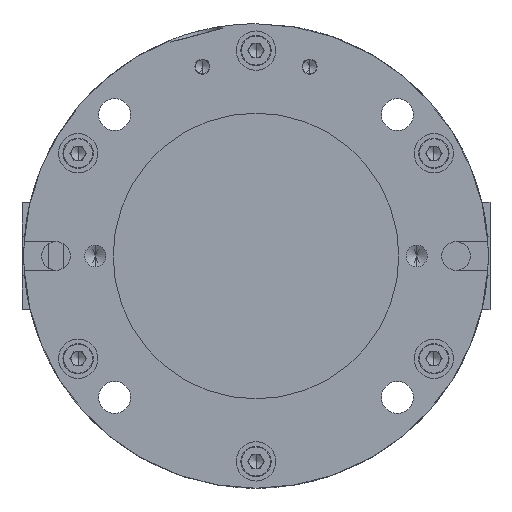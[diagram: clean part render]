
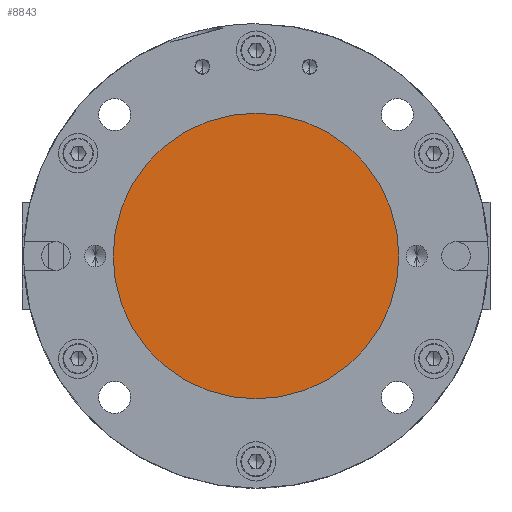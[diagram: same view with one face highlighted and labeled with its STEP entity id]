
A CAD part, front view. The second image highlights one B-rep face of the part: STEP entity #8843.
In plain terms, the highlighted planar face has unit normal (0, -1, 0).
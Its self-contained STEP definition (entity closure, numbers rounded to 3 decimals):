
#6517 = AXIS2_PLACEMENT_3D ( 'NONE', #17305, #17312, #17313 ) ;
#6978 = CIRCLE ( 'NONE', #6517, 40. ) ;
#7921 = VERTEX_POINT ( 'NONE', #10338 ) ;
#7962 = VERTEX_POINT ( 'NONE', #10379 ) ;
#8461 = EDGE_LOOP ( 'NONE', ( #14962, #14926 ) ) ;
#8843 = ADVANCED_FACE ( 'NONE', ( #18846 ), #10592, .T. ) ;
#9310 = EDGE_CURVE ( 'NONE', #7962, #7921, #19295, .T. ) ;
#10338 = CARTESIAN_POINT ( 'NONE',  ( 0., 1., -40. ) ) ;
#10379 = CARTESIAN_POINT ( 'NONE',  ( 0., 1., 40. ) ) ;
#10591 = CARTESIAN_POINT ( 'NONE',  ( 0., 1., 0. ) ) ;
#10592 = PLANE ( 'NONE',  #18399 ) ;
#10594 = DIRECTION ( 'NONE',  ( 0., -1., 0. ) ) ;
#10595 = DIRECTION ( 'NONE',  ( 0., 0., -1. ) ) ;
#14926 = ORIENTED_EDGE ( 'NONE', *, *, #9310, .T. ) ;
#14962 = ORIENTED_EDGE ( 'NONE', *, *, #17977, .T. ) ;
#15338 = CARTESIAN_POINT ( 'NONE',  ( 0., 1., 0. ) ) ;
#15339 = DIRECTION ( 'NONE',  ( 0., -1., 0. ) ) ;
#15340 = DIRECTION ( 'NONE',  ( 0., 0., -1. ) ) ;
#17305 = CARTESIAN_POINT ( 'NONE',  ( 0., 1., 0. ) ) ;
#17312 = DIRECTION ( 'NONE',  ( 0., -1., 0. ) ) ;
#17313 = DIRECTION ( 'NONE',  ( 0., 0., -1. ) ) ;
#17977 = EDGE_CURVE ( 'NONE', #7921, #7962, #6978, .T. ) ;
#18399 = AXIS2_PLACEMENT_3D ( 'NONE', #10591, #10594, #10595 ) ;
#18579 = AXIS2_PLACEMENT_3D ( 'NONE', #15338, #15339, #15340 ) ;
#18846 = FACE_OUTER_BOUND ( 'NONE', #8461, .T. ) ;
#19295 = CIRCLE ( 'NONE', #18579, 40. ) ;
